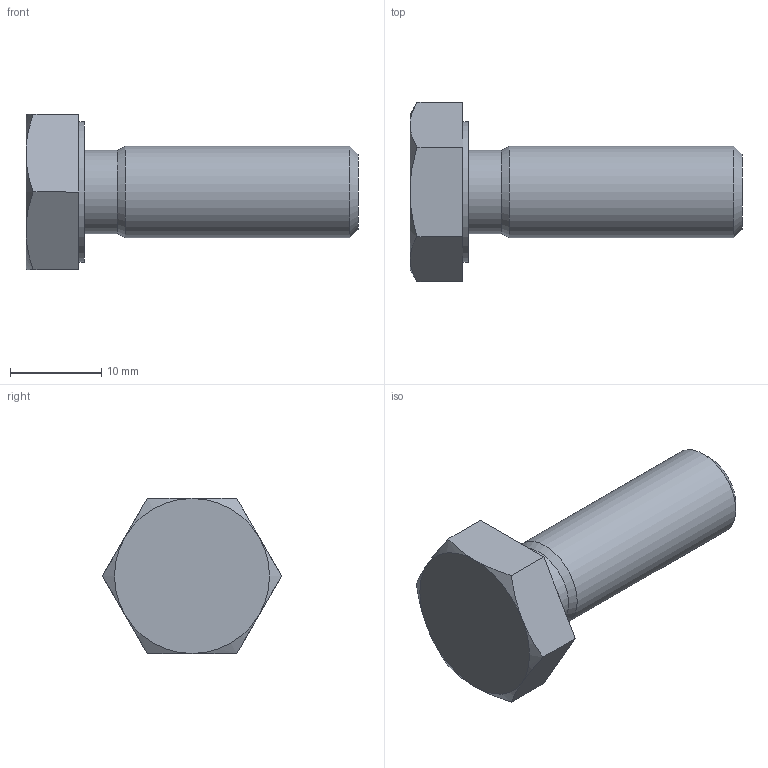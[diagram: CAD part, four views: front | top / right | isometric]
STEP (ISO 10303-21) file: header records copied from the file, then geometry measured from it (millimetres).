
FILE_DESCRIPTION(/* description */ ('Болт с шестигранной головкой'),/* implementation_level */ '2;1');
FILE_NAME(/* name */ 'DIN 933 - M10 x 30.ipt.stp',/* time_stamp */ '2023-05-19T14:26:12+03:00',/* author */ ('Ртищев А.О.'),/* organization */ (''),/* preprocessor_version */ 'ST-DEVELOPER v19.2',/* originating_system */ 'Autodesk Inventor 2023',/* authorisation */ '');
FILE_SCHEMA (('AUTOMOTIVE_DESIGN { 1 0 10303 214 3 1 1 }'));
Length unit declared in the file: millimetre
Products named in the file (1): DIN 933 - M10  x 30
Bounding box: 36.4 x 19.63 x 17 mm (x, y, z)
Volume: 3852.3 mm3; surface area: 1788.4 mm2
Topology: 1 solids, 1 shells, 21 faces, 43 edges, 26 vertices
Faces by surface type: plane 10, cone 8, cylinder 3
Full cylindrical faces by diameter (mm): 9.188 x1, 10 x1, 15.4 x1
Entity records: 578 total; most frequent: CARTESIAN_POINT 115, DIRECTION 89, ORIENTED_EDGE 86, EDGE_CURVE 43, AXIS2_PLACEMENT_3D 36, VERTEX_POINT 26, EDGE_LOOP 23, FACE_OUTER_BOUND 21
